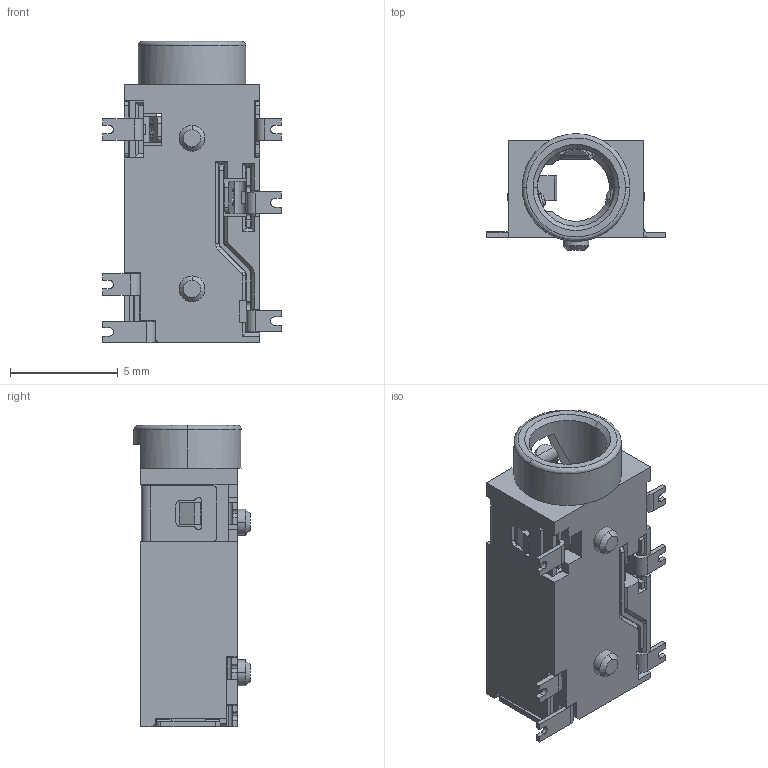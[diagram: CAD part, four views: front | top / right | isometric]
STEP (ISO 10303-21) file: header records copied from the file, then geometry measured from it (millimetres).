
FILE_DESCRIPTION (( 'STEP AP203' ), '1' );
FILE_NAME ('54-00177_revA.STEP', '2020-03-17T16:38:47', ( '' ), ( '' ), 'SwSTEP 2.0', 'SolidWorks 2015', '' );
FILE_SCHEMA (( 'CONFIG_CONTROL_DESIGN' ));
Length unit declared in the file: millimetre
Products named in the file (8): 54-00177_#5; 54-00177_#6; 54-00177_insulator; 54-00177_#2; 54-00177_#4; 54-00177_#3; 54-00177_#1; 54-00177_revA
Assembly tree (7 placements, depth 2):
  54-00177_revA
    54-00177_insulator
    54-00177_#1
    54-00177_#4
    54-00177_#2
    54-00177_#3
    54-00177_#6
    54-00177_#5
Bounding box: 8.3 x 5.4 x 14 mm (x, y, z)
Volume: 210.9 mm3; surface area: 852.6 mm2
Topology: 7 solids, 7 shells, 633 faces, 1760 edges, 1141 vertices
Faces by surface type: plane 402, cylinder 171, bspline 48, cone 12
Entity records: 21770 total; most frequent: CARTESIAN_POINT 4641, ORIENTED_EDGE 3520, DIRECTION 3294, EDGE_CURVE 1760, VECTOR 1272, LINE 1272, VERTEX_POINT 1141, AXIS2_PLACEMENT_3D 1011
